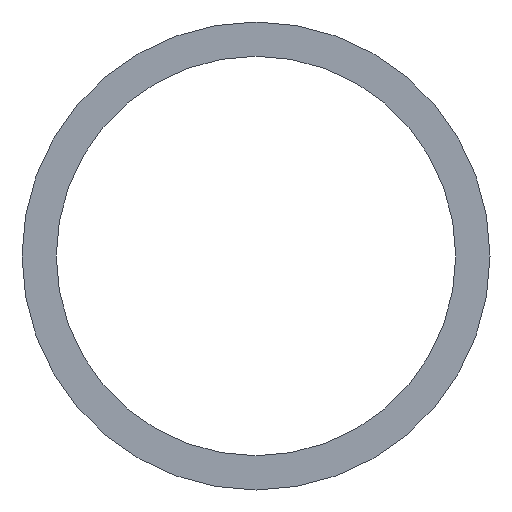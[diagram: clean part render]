
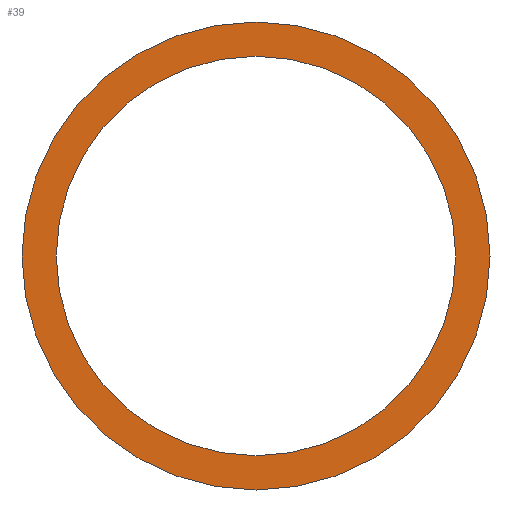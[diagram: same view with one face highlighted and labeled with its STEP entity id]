
A CAD part, front view. The second image highlights one B-rep face of the part: STEP entity #39.
In plain terms, the highlighted planar face has unit normal (0, -1, 0).
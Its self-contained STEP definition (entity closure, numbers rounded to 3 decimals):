
#16 = CIRCLE ( 'NONE', #204, 175. ) ;
#31 = EDGE_LOOP ( 'NONE', ( #154, #207 ) ) ;
#37 = ORIENTED_EDGE ( 'NONE', *, *, #349, .F. ) ;
#39 = ADVANCED_FACE ( 'NONE', ( #159, #345 ), #50, .F. ) ;
#50 = PLANE ( 'NONE',  #131 ) ;
#58 = CARTESIAN_POINT ( 'NONE',  ( 205., 0., 0. ) ) ;
#61 = DIRECTION ( 'NONE',  ( -1., 0., 0. ) ) ;
#71 = CIRCLE ( 'NONE', #380, 205. ) ;
#81 = CARTESIAN_POINT ( 'NONE',  ( -175., 0., 0. ) ) ;
#94 = CIRCLE ( 'NONE', #293, 175. ) ;
#104 = VERTEX_POINT ( 'NONE', #337 ) ;
#129 = VERTEX_POINT ( 'NONE', #299 ) ;
#131 = AXIS2_PLACEMENT_3D ( 'NONE', #183, #318, #307 ) ;
#134 = EDGE_CURVE ( 'NONE', #104, #309, #94, .T. ) ;
#140 = AXIS2_PLACEMENT_3D ( 'NONE', #302, #371, #369 ) ;
#154 = ORIENTED_EDGE ( 'NONE', *, *, #165, .T. ) ;
#159 = FACE_OUTER_BOUND ( 'NONE', #232, .T. ) ;
#165 = EDGE_CURVE ( 'NONE', #309, #104, #16, .T. ) ;
#183 = CARTESIAN_POINT ( 'NONE',  ( 205., 0., 0. ) ) ;
#201 = DIRECTION ( 'NONE',  ( -1., 0., 0. ) ) ;
#204 = AXIS2_PLACEMENT_3D ( 'NONE', #278, #364, #238 ) ;
#207 = ORIENTED_EDGE ( 'NONE', *, *, #134, .T. ) ;
#224 = CARTESIAN_POINT ( 'NONE',  ( 0., 0., 0. ) ) ;
#232 = EDGE_LOOP ( 'NONE', ( #233, #37 ) ) ;
#233 = ORIENTED_EDGE ( 'NONE', *, *, #284, .F. ) ;
#238 = DIRECTION ( 'NONE',  ( -1., 0., 0. ) ) ;
#240 = DIRECTION ( 'NONE',  ( 0., 1., 0. ) ) ;
#263 = DIRECTION ( 'NONE',  ( 0., 1., 0. ) ) ;
#275 = CARTESIAN_POINT ( 'NONE',  ( 0., 0., 0. ) ) ;
#278 = CARTESIAN_POINT ( 'NONE',  ( 0., 0., 0. ) ) ;
#284 = EDGE_CURVE ( 'NONE', #338, #129, #379, .T. ) ;
#293 = AXIS2_PLACEMENT_3D ( 'NONE', #275, #240, #201 ) ;
#299 = CARTESIAN_POINT ( 'NONE',  ( -205., 0., 0. ) ) ;
#302 = CARTESIAN_POINT ( 'NONE',  ( 0., 0., 0. ) ) ;
#307 = DIRECTION ( 'NONE',  ( -1., 0., 0. ) ) ;
#309 = VERTEX_POINT ( 'NONE', #81 ) ;
#318 = DIRECTION ( 'NONE',  ( 0., 1., 0. ) ) ;
#337 = CARTESIAN_POINT ( 'NONE',  ( 175., 0., 0. ) ) ;
#338 = VERTEX_POINT ( 'NONE', #58 ) ;
#345 = FACE_BOUND ( 'NONE', #31, .T. ) ;
#349 = EDGE_CURVE ( 'NONE', #129, #338, #71, .T. ) ;
#364 = DIRECTION ( 'NONE',  ( 0., 1., 0. ) ) ;
#369 = DIRECTION ( 'NONE',  ( -1., 0., 0. ) ) ;
#371 = DIRECTION ( 'NONE',  ( 0., 1., 0. ) ) ;
#379 = CIRCLE ( 'NONE', #140, 205. ) ;
#380 = AXIS2_PLACEMENT_3D ( 'NONE', #224, #263, #61 ) ;
